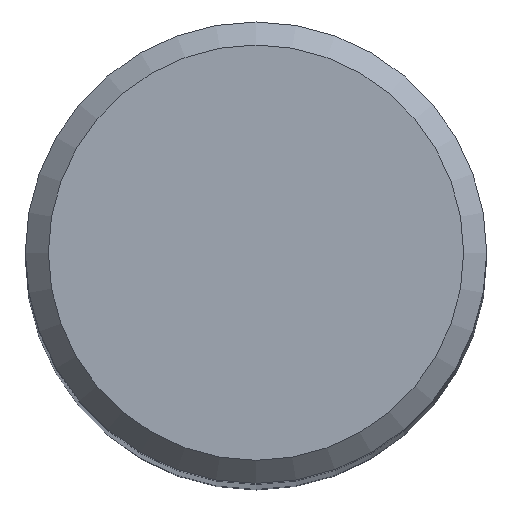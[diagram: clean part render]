
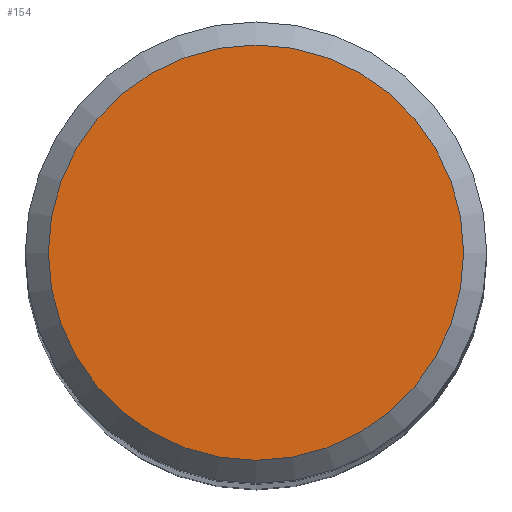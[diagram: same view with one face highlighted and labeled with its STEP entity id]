
A CAD part, top view. The second image highlights one B-rep face of the part: STEP entity #154.
In plain terms, the highlighted planar face has unit normal (0, 0, 1).
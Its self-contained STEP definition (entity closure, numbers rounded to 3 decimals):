
#114 = VERTEX_POINT('', #115);
#115 = CARTESIAN_POINT('', (-2.7, 0., 0.));
#121 = EDGE_CURVE('', #114, #114, #122, .T.);
#122 = CIRCLE('', #123, 2.7);
#123 = AXIS2_PLACEMENT_3D('', #124, #125, #126);
#124 = CARTESIAN_POINT('', (0., 0., 0.));
#125 = DIRECTION('', (0., 0., -1.));
#126 = DIRECTION('', (-1., 0., 0.));
#154 = ADVANCED_FACE('', (#155), #158, .T.);
#155 = FACE_OUTER_BOUND('', #156, .T.);
#156 = EDGE_LOOP('', (#157));
#157 = ORIENTED_EDGE('', *, *, #121, .F.);
#158 = PLANE('', #159);
#159 = AXIS2_PLACEMENT_3D('', #160, #161, #162);
#160 = CARTESIAN_POINT('', (4.2, -4.2, 0.));
#161 = DIRECTION('', (0., 0., 1.));
#162 = DIRECTION('', (0., 1., 0.));
